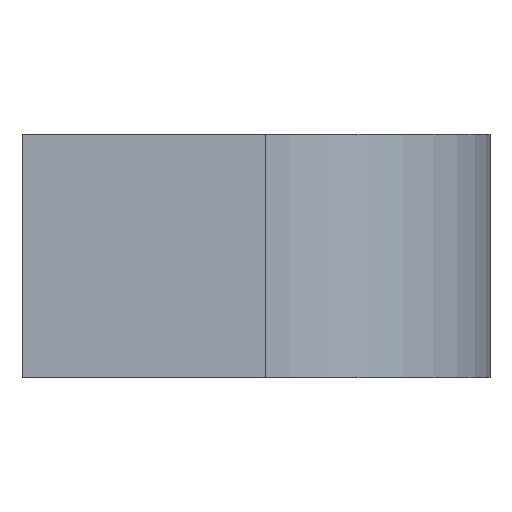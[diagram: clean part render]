
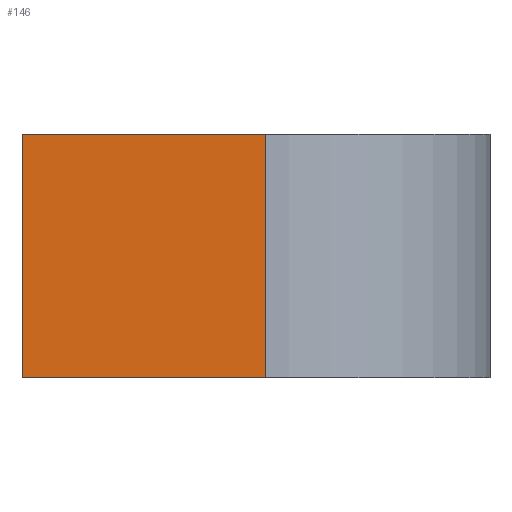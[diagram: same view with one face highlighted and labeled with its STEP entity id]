
A CAD part, left-side view. The second image highlights one B-rep face of the part: STEP entity #146.
In plain terms, the highlighted planar face has unit normal (-1, 0, 0).
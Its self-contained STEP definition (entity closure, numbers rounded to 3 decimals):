
#146 = ADVANCED_FACE( '', ( #290 ), #291, .T. );
#290 = FACE_OUTER_BOUND( '', #429, .T. );
#291 = PLANE( '', #430 );
#429 = EDGE_LOOP( '', ( #805, #806, #807, #808 ) );
#430 = AXIS2_PLACEMENT_3D( '', #809, #810, #811 );
#805 = ORIENTED_EDGE( '', *, *, #937, .F. );
#806 = ORIENTED_EDGE( '', *, *, #873, .F. );
#807 = ORIENTED_EDGE( '', *, *, #902, .T. );
#808 = ORIENTED_EDGE( '', *, *, #969, .T. );
#809 = CARTESIAN_POINT( '', ( -1., 0.25, 0.5 ) );
#810 = DIRECTION( '', ( -1., 0., 0. ) );
#811 = DIRECTION( '', ( 0., 0., 1. ) );
#873 = EDGE_CURVE( '', #1049, #1047, #1051, .T. );
#902 = EDGE_CURVE( '', #1049, #1099, #1102, .T. );
#937 = EDGE_CURVE( '', #1047, #1146, #1151, .T. );
#969 = EDGE_CURVE( '', #1099, #1146, #1195, .T. );
#1047 = VERTEX_POINT( '', #1295 );
#1049 = VERTEX_POINT( '', #1298 );
#1051 = LINE( '', #1301, #1302 );
#1099 = VERTEX_POINT( '', #1371 );
#1102 = LINE( '', #1375, #1376 );
#1146 = VERTEX_POINT( '', #1442 );
#1151 = LINE( '', #1450, #1451 );
#1195 = LINE( '', #1518, #1519 );
#1295 = CARTESIAN_POINT( '', ( -1., -0.25, 0. ) );
#1298 = CARTESIAN_POINT( '', ( -1., -0.25, 0.5 ) );
#1301 = CARTESIAN_POINT( '', ( -1., -0.25, 0.5 ) );
#1302 = VECTOR( '', #1596, 1000. );
#1371 = CARTESIAN_POINT( '', ( -1., 0.25, 0.5 ) );
#1375 = CARTESIAN_POINT( '', ( -1., 0.25, 0.5 ) );
#1376 = VECTOR( '', #1619, 1000. );
#1442 = CARTESIAN_POINT( '', ( -1., 0.25, 0. ) );
#1450 = CARTESIAN_POINT( '', ( -1., 0.25, 0. ) );
#1451 = VECTOR( '', #1654, 1000. );
#1518 = CARTESIAN_POINT( '', ( -1., 0.25, 0.5 ) );
#1519 = VECTOR( '', #1678, 1000. );
#1596 = DIRECTION( '', ( 0., 0., -1. ) );
#1619 = DIRECTION( '', ( 0., 1., 0. ) );
#1654 = DIRECTION( '', ( 0., 1., 0. ) );
#1678 = DIRECTION( '', ( 0., 0., -1. ) );
